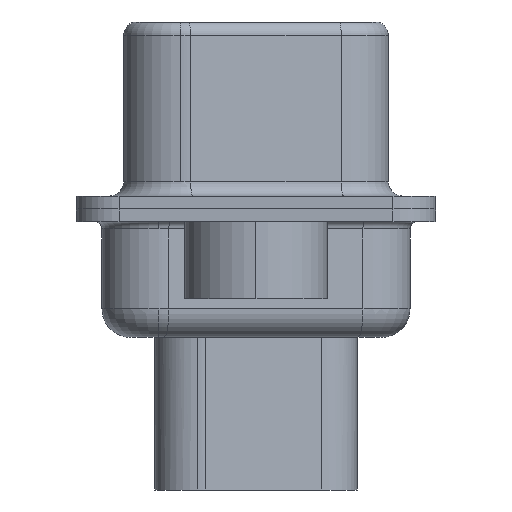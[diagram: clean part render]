
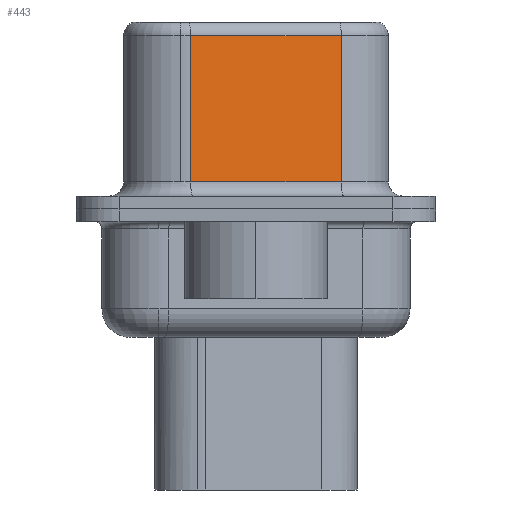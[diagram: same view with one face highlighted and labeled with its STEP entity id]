
A CAD part, left-side view. The second image highlights one B-rep face of the part: STEP entity #443.
In plain terms, the highlighted planar face has unit normal (-0.985, -0.174, 0).
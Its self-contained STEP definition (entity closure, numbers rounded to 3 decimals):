
#197 = VECTOR ( 'NONE', #5594, 1000. ) ;
#223 = DIRECTION ( 'NONE',  ( -0.174, 0.985, 0. ) ) ;
#424 = DIRECTION ( 'NONE',  ( 0., 0., -1. ) ) ;
#443 = ADVANCED_FACE ( 'NONE', ( #11841 ), #8563, .F. ) ;
#710 = ORIENTED_EDGE ( 'NONE', *, *, #9814, .T. ) ;
#1818 = EDGE_CURVE ( 'NONE', #3671, #12024, #13095, .T. ) ;
#3386 = CARTESIAN_POINT ( 'NONE',  ( 3.615, 2.293, 0.95 ) ) ;
#3390 = CARTESIAN_POINT ( 'NONE',  ( 4.546, -2.987, 0.95 ) ) ;
#3544 = LINE ( 'NONE', #9668, #7898 ) ;
#3615 = DIRECTION ( 'NONE',  ( -0.174, 0.985, 0. ) ) ;
#3671 = VERTEX_POINT ( 'NONE', #5170 ) ;
#3920 = VERTEX_POINT ( 'NONE', #3386 ) ;
#4006 = LINE ( 'NONE', #5836, #11751 ) ;
#4400 = VECTOR ( 'NONE', #3615, 1000. ) ;
#5170 = CARTESIAN_POINT ( 'NONE',  ( 4.546, -2.987, 6.07 ) ) ;
#5594 = DIRECTION ( 'NONE',  ( 0.174, -0.985, 0. ) ) ;
#5836 = CARTESIAN_POINT ( 'NONE',  ( 4.546, -2.987, 6.57 ) ) ;
#5918 = ORIENTED_EDGE ( 'NONE', *, *, #1818, .T. ) ;
#5965 = EDGE_CURVE ( 'NONE', #3671, #7384, #4006, .T. ) ;
#6950 = EDGE_LOOP ( 'NONE', ( #7974, #5918, #710, #7938 ) ) ;
#7384 = VERTEX_POINT ( 'NONE', #13449 ) ;
#7444 = CARTESIAN_POINT ( 'NONE',  ( 3.615, 2.293, 6.07 ) ) ;
#7608 = CARTESIAN_POINT ( 'NONE',  ( 4.546, -2.987, 6.57 ) ) ;
#7750 = CARTESIAN_POINT ( 'NONE',  ( 4.546, -2.987, 6.07 ) ) ;
#7898 = VECTOR ( 'NONE', #424, 1000. ) ;
#7938 = ORIENTED_EDGE ( 'NONE', *, *, #10252, .T. ) ;
#7974 = ORIENTED_EDGE ( 'NONE', *, *, #5965, .F. ) ;
#8563 = PLANE ( 'NONE',  #10810 ) ;
#8862 = DIRECTION ( 'NONE',  ( 0., 0., -1. ) ) ;
#9668 = CARTESIAN_POINT ( 'NONE',  ( 3.615, 2.293, 6.57 ) ) ;
#9814 = EDGE_CURVE ( 'NONE', #12024, #3920, #3544, .T. ) ;
#10252 = EDGE_CURVE ( 'NONE', #3920, #7384, #11696, .T. ) ;
#10810 = AXIS2_PLACEMENT_3D ( 'NONE', #7608, #11709, #223 ) ;
#11696 = LINE ( 'NONE', #3390, #197 ) ;
#11709 = DIRECTION ( 'NONE',  ( 0.985, 0.174, 0. ) ) ;
#11751 = VECTOR ( 'NONE', #8862, 1000. ) ;
#11841 = FACE_OUTER_BOUND ( 'NONE', #6950, .T. ) ;
#12024 = VERTEX_POINT ( 'NONE', #7444 ) ;
#13095 = LINE ( 'NONE', #7750, #4400 ) ;
#13449 = CARTESIAN_POINT ( 'NONE',  ( 4.546, -2.987, 0.95 ) ) ;
